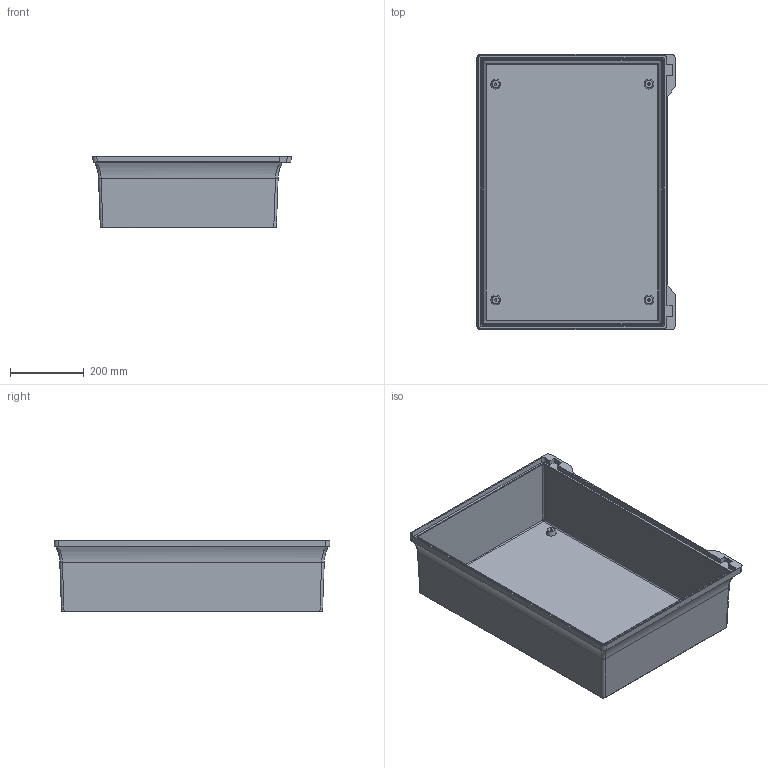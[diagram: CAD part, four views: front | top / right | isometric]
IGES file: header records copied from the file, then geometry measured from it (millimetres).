
Start section:  PTC IGES file: q0003_large_surface_mounted_box.igs
Global section: file name: q0003_large_surface_mounted_box.igs; native system: Creo Parametric by Parametric Technology Corporation; preprocessor: 2012230; author: IanH; organization: Unknown; date: 20120925.091721; units: millimetre
Bounding box: 537.48 x 747.48 x 194 mm (x, y, z)
Surface area: 1708998.7 mm2 (no closed solid volume)
Topology: 0 solids, 0 shells, 126 faces, 584 edges, 584 vertices
Faces by surface type: bspline 66, revolution 60
